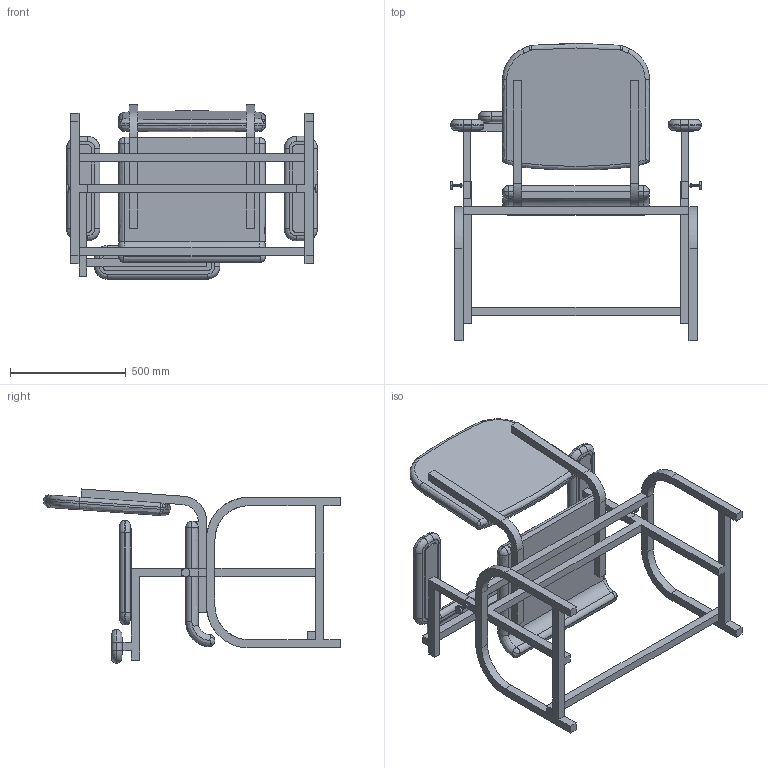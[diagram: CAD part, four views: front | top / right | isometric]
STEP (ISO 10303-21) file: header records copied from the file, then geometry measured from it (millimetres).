
FILE_DESCRIPTION(('FreeCAD Model'),'2;1');
FILE_NAME('Open CASCADE Shape Model','2025-04-29T13:29:46',('FreeCAD'),( 'FreeCAD'),'Open CASCADE STEP processor 7.6','FreeCAD','Unknown');
FILE_SCHEMA(('AUTOMOTIVE_DESIGN { 1 0 10303 214 1 1 1 1 }'));
Length unit declared in the file: millimetre
Products named in the file (1): Open CASCADE STEP translator 7.6 1
Bounding box: 1086.78 x 1285.68 x 753.85 mm (x, y, z)
Volume: 60946089.3 mm3; surface area: 3824548 mm2
Topology: 7 solids, 7 shells, 411 faces, 1070 edges, 662 vertices
Faces by surface type: bspline 411
Entity records: 27919 total; most frequent: CARTESIAN_POINT 21950, ORIENTED_EDGE 2124, EDGE_CURVE 1062, VERTEX_POINT 662, B_SPLINE_CURVE_WITH_KNOTS 662, FACE_BOUND 422, EDGE_LOOP 422, ADVANCED_FACE 411
